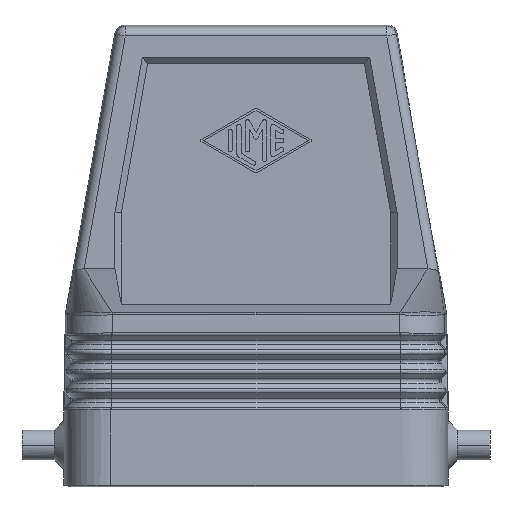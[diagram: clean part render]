
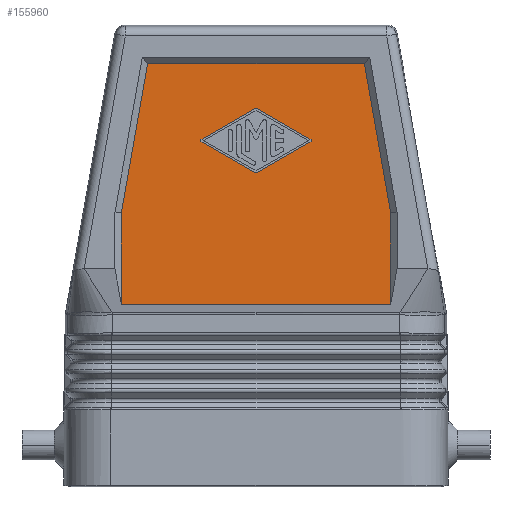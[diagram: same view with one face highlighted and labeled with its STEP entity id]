
A CAD part, left-side view. The second image highlights one B-rep face of the part: STEP entity #155960.
In plain terms, the highlighted planar face has unit normal (-1, 0, 0).
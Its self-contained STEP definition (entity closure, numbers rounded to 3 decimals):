
#52340=CARTESIAN_POINT('',(27.874,71.31,42.737));
#52350=VERTEX_POINT('',#52340);
#52380=CARTESIAN_POINT('',(27.874,71.31,12.));
#52390=DIRECTION('',(0.,0.,1.));
#52400=VECTOR('',#52390,1.);
#52410=LINE('',#52380,#52400);
#52420=CARTESIAN_POINT('',(27.874,71.31,28.452));
#52430=VERTEX_POINT('',#52420);
#52440=EDGE_CURVE('',#52430,#52350,#52410,.T.);
#78280=CARTESIAN_POINT('',(27.874,29.31,28.452));
#78290=VERTEX_POINT('',#78280);
#78890=CARTESIAN_POINT('',(27.874,0.,28.452));
#78900=DIRECTION('',(0.,1.,0.));
#78910=VECTOR('',#78900,1.);
#78920=LINE('',#78890,#78910);
#78930=EDGE_CURVE('',#78290,#52430,#78920,.T.);
#105740=CARTESIAN_POINT('',(27.874,29.31,12.));
#105750=DIRECTION('',(0.,0.,1.));
#105760=VECTOR('',#105750,1.);
#105770=LINE('',#105740,#105760);
#105780=CARTESIAN_POINT('',(27.874,29.31,42.737));
#105790=VERTEX_POINT('',#105780);
#105800=EDGE_CURVE('',#78290,#105790,#105770,.T.);
#146220=CARTESIAN_POINT('',(27.874,23.89,12.));
#146230=DIRECTION('',(0.,0.174,0.985));
#146240=VECTOR('',#146230,1.);
#146250=LINE('',#146220,#146240);
#146260=CARTESIAN_POINT('',(27.874,33.412,66.));
#146270=VERTEX_POINT('',#146260);
#146280=EDGE_CURVE('',#105790,#146270,#146250,.T.);
#155010=CARTESIAN_POINT('',(27.874,64.361,
44.579));
#155020=DIRECTION('',(1.,0.,0.));
#155030=DIRECTION('',(0.,1.,0.));
#155040=AXIS2_PLACEMENT_3D('',#155010,#155020,#155030);
#155050=PLANE('',#155040);
#155060=ORIENTED_EDGE('',*,*,#52440,.F.);
#155070=CARTESIAN_POINT('',(27.874,76.73,12.));
#155080=DIRECTION('',(0.,-0.174,0.985));
#155090=VECTOR('',#155080,1.);
#155100=LINE('',#155070,#155090);
#155110=CARTESIAN_POINT('',(27.874,67.208,66.));
#155120=VERTEX_POINT('',#155110);
#155130=EDGE_CURVE('',#52350,#155120,#155100,.T.);
#155140=ORIENTED_EDGE('',*,*,#155130,.F.);
#155150=CARTESIAN_POINT('',(27.874,0.,66.));
#155160=DIRECTION('',(0.,-1.,0.));
#155170=VECTOR('',#155160,1.);
#155180=LINE('',#155150,#155170);
#155190=EDGE_CURVE('',#155120,#146270,#155180,.T.);
#155200=ORIENTED_EDGE('',*,*,#155190,.F.);
#155210=ORIENTED_EDGE('',*,*,#146280,.T.);
#155220=ORIENTED_EDGE('',*,*,#105800,.T.);
#155230=ORIENTED_EDGE('',*,*,#78930,.F.);
#155240=EDGE_LOOP('',(#155230,#155220,#155210,#155200,#155140,#155060));
#155250=FACE_OUTER_BOUND('',#155240,.T.);
#155260=CARTESIAN_POINT('',(27.874,50.31,58.666));
#155270=DIRECTION('',(-1.,0.,0.));
#155280=DIRECTION('',(0.,-1.,0.));
#155290=AXIS2_PLACEMENT_3D('',#155260,#155270,#155280);
#155300=CIRCLE('',#155290,0.333);
#155310=CARTESIAN_POINT('',(27.874,50.145,
58.956));
#155320=VERTEX_POINT('',#155310);
#155330=CARTESIAN_POINT('',(27.874,50.475,
58.956));
#155340=VERTEX_POINT('',#155330);
#155350=EDGE_CURVE('',#155320,#155340,#155300,.T.);
#155360=ORIENTED_EDGE('',*,*,#155350,.F.);
#155370=CARTESIAN_POINT('',(27.874,0.,87.807));
#155380=DIRECTION('',(0.,0.868,-0.496));
#155390=VECTOR('',#155380,1.);
#155400=LINE('',#155370,#155390);
#155410=CARTESIAN_POINT('',(27.874,58.892,
54.145));
#155420=VERTEX_POINT('',#155410);
#155430=EDGE_CURVE('',#155340,#155420,#155400,.T.);
#155440=ORIENTED_EDGE('',*,*,#155430,.F.);
#155450=CARTESIAN_POINT('',(27.874,58.809,54.));
#155460=DIRECTION('',(-1.,0.,0.));
#155470=DIRECTION('',(0.,-1.,0.));
#155480=AXIS2_PLACEMENT_3D('',#155450,#155460,#155470);
#155490=CIRCLE('',#155480,0.167);
#155500=CARTESIAN_POINT('',(27.874,58.892,
53.855));
#155510=VERTEX_POINT('',#155500);
#155520=EDGE_CURVE('',#155420,#155510,#155490,.T.);
#155530=ORIENTED_EDGE('',*,*,#155520,.F.);
#155540=CARTESIAN_POINT('',(27.874,0.,20.193));
#155550=DIRECTION('',(0.,-0.868,-0.496));
#155560=VECTOR('',#155550,1.);
#155570=LINE('',#155540,#155560);
#155580=CARTESIAN_POINT('',(27.874,50.475,
49.044));
#155590=VERTEX_POINT('',#155580);
#155600=EDGE_CURVE('',#155510,#155590,#155570,.T.);
#155610=ORIENTED_EDGE('',*,*,#155600,.F.);
#155620=CARTESIAN_POINT('',(27.874,50.31,49.334));
#155630=DIRECTION('',(-1.,0.,0.));
#155640=DIRECTION('',(0.,-1.,0.));
#155650=AXIS2_PLACEMENT_3D('',#155620,#155630,#155640);
#155660=CIRCLE('',#155650,0.333);
#155670=CARTESIAN_POINT('',(27.874,50.145,
49.044));
#155680=VERTEX_POINT('',#155670);
#155690=EDGE_CURVE('',#155590,#155680,#155660,.T.);
#155700=ORIENTED_EDGE('',*,*,#155690,.F.);
#155710=CARTESIAN_POINT('',(27.874,0.,77.707));
#155720=DIRECTION('',(0.,-0.868,0.496));
#155730=VECTOR('',#155720,1.);
#155740=LINE('',#155710,#155730);
#155750=CARTESIAN_POINT('',(27.874,41.728,
53.855));
#155760=VERTEX_POINT('',#155750);
#155770=EDGE_CURVE('',#155680,#155760,#155740,.T.);
#155780=ORIENTED_EDGE('',*,*,#155770,.F.);
#155790=CARTESIAN_POINT('',(27.874,41.811,54.));
#155800=DIRECTION('',(-1.,0.,0.));
#155810=DIRECTION('',(0.,-1.,0.));
#155820=AXIS2_PLACEMENT_3D('',#155790,#155800,#155810);
#155830=CIRCLE('',#155820,0.167);
#155840=CARTESIAN_POINT('',(27.874,41.728,
54.145));
#155850=VERTEX_POINT('',#155840);
#155860=EDGE_CURVE('',#155760,#155850,#155830,.T.);
#155870=ORIENTED_EDGE('',*,*,#155860,.F.);
#155880=CARTESIAN_POINT('',(27.874,0.,30.293));
#155890=DIRECTION('',(0.,0.868,0.496));
#155900=VECTOR('',#155890,1.);
#155910=LINE('',#155880,#155900);
#155920=EDGE_CURVE('',#155850,#155320,#155910,.T.);
#155930=ORIENTED_EDGE('',*,*,#155920,.F.);
#155940=EDGE_LOOP('',(#155930,#155870,#155780,#155700,#155610,#155530,
#155440,#155360));
#155950=FACE_BOUND('',#155940,.T.);
#155960=ADVANCED_FACE('',(#155250,#155950),#155050,.F.);
